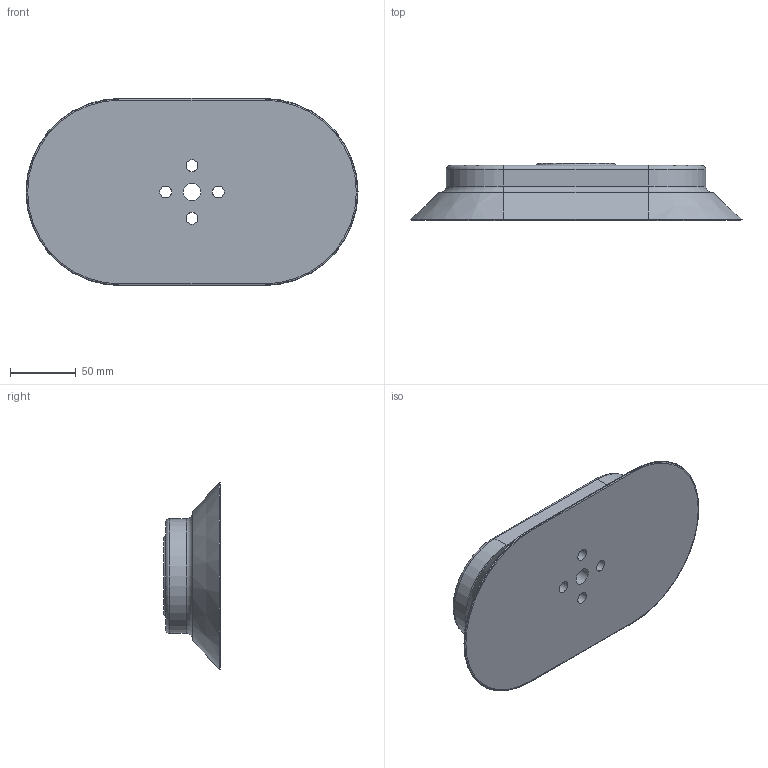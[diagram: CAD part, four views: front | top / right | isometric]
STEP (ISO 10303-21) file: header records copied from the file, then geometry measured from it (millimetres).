
FILE_DESCRIPTION(/* description */ (''),/* implementation_level */ '2;1');
FILE_NAME(/* name */ 'vgdg252nit.stp',/* time_stamp */ '2022-11-28T12:51:58+01:00',/* author */ ('Enginyeria2'),/* organization */ (''),/* preprocessor_version */ 'ST-DEVELOPER v17',/* originating_system */ 'Autodesk Inventor 2019',/* authorisation */ '');
FILE_SCHEMA (('AUTOMOTIVE_DESIGN { 1 0 10303 214 3 1 1 }'));
Length unit declared in the file: millimetre
Products named in the file (1): Pieza4
Bounding box: 252 x 43.17 x 142 mm (x, y, z)
Volume: 829509 mm3; surface area: 82266 mm2
Topology: 1 solids, 1 shells, 34 faces, 81 edges, 51 vertices
Faces by surface type: plane 12, cylinder 11, cone 6, torus 5
Full cylindrical faces by diameter (mm): 9 x4, 13 x1
Entity records: 1097 total; most frequent: DIRECTION 195, CARTESIAN_POINT 167, ORIENTED_EDGE 162, EDGE_CURVE 81, AXIS2_PLACEMENT_3D 79, VERTEX_POINT 51, EDGE_LOOP 46, CIRCLE 44
